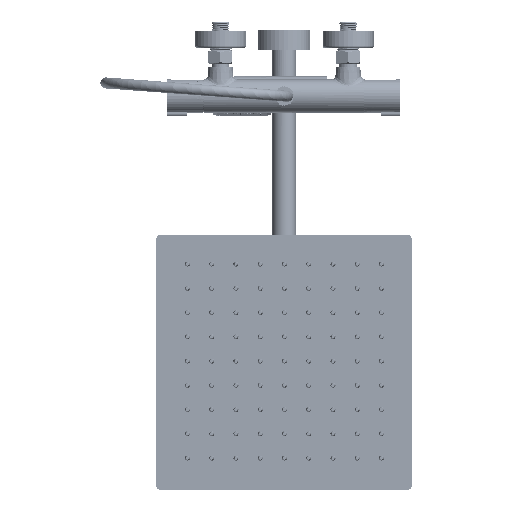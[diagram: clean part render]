
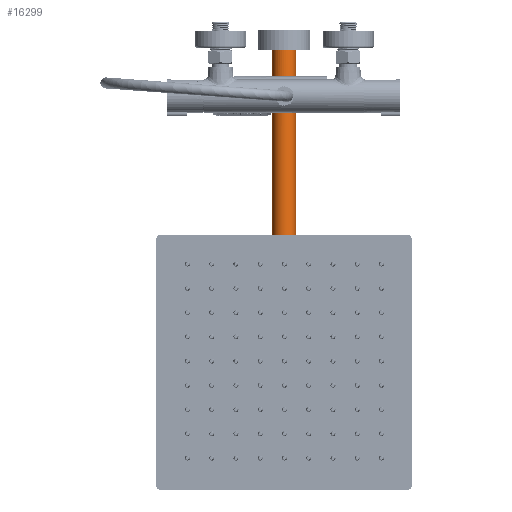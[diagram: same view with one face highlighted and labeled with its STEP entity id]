
A CAD part, front view. The second image highlights one B-rep face of the part: STEP entity #16299.
In plain terms, the highlighted cylindrical face has radius 14 mm (diameter 28 mm), a full revolution.
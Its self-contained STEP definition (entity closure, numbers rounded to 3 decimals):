
#9352=B_SPLINE_CURVE_WITH_KNOTS('',3,(#81101,#81102,#81103,#81104,#81105,
#81106,#81107,#81108,#81109,#81110,#81111,#81112,#81113,#81114,#81115,#81116,
#81117,#81118,#81119,#81120,#81121,#81122,#81123,#81124,#81125,#81126,#81127,
#81128,#81129,#81130,#81131,#81132),.UNSPECIFIED.,.T.,.F.,(2,2,2,2,2,2,2,
2,2,2,2,2,2,2,2,2,2,2),(-0.063,0.,0.125,0.187,
0.25,0.312,0.375,0.437,
0.5,0.562,0.625,0.687,
0.75,0.813,0.875,0.938,1.,1.125),.UNSPECIFIED.);
#9353=B_SPLINE_CURVE_WITH_KNOTS('',3,(#81134,#81135,#81136,#81137,#81138,
#81139,#81140,#81141,#81142,#81143,#81144,#81145,#81146,#81147,#81148,#81149,
#81150,#81151,#81152,#81153,#81154,#81155,#81156,#81157,#81158,#81159,#81160,
#81161),.UNSPECIFIED.,.T.,.F.,(2,2,2,2,2,2,2,2,2,2,2,2,2,2,2,2),(-0.125,
0.,0.125,0.188,0.25,0.313,0.375,0.438,0.5,0.562,
0.625,0.75,0.813,0.875,1.,1.125),.UNSPECIFIED.);
#16299=ADVANCED_FACE('',(#20609,#20610,#20611,#20612),#19733,.T.);
#19733=CYLINDRICAL_SURFACE('',#57232,14.);
#20609=FACE_BOUND('',#21919,.T.);
#20610=FACE_BOUND('',#21920,.T.);
#20611=FACE_BOUND('',#21921,.T.);
#20612=FACE_BOUND('',#21922,.T.);
#21919=EDGE_LOOP('',(#26552));
#21920=EDGE_LOOP('',(#26553));
#21921=EDGE_LOOP('',(#26554));
#21922=EDGE_LOOP('',(#26555));
#26552=ORIENTED_EDGE('',*,*,#47361,.F.);
#26553=ORIENTED_EDGE('',*,*,#47362,.F.);
#26554=ORIENTED_EDGE('',*,*,#47356,.T.);
#26555=ORIENTED_EDGE('',*,*,#47360,.T.);
#42124=VERTEX_POINT('',#81087);
#42128=VERTEX_POINT('',#81099);
#42129=VERTEX_POINT('',#81133);
#42130=VERTEX_POINT('',#81162);
#47356=EDGE_CURVE('',#42124,#42124,#55161,.T.);
#47360=EDGE_CURVE('',#42128,#42128,#55163,.T.);
#47361=EDGE_CURVE('',#42129,#42129,#9352,.T.);
#47362=EDGE_CURVE('',#42130,#42130,#9353,.T.);
#55161=CIRCLE('',#57227,14.);
#55163=CIRCLE('',#57230,14.);
#57227=AXIS2_PLACEMENT_3D('',#81086,#62576,#62577);
#57230=AXIS2_PLACEMENT_3D('',#81098,#62583,#62584);
#57232=AXIS2_PLACEMENT_3D('',#81163,#62587,#62588);
#62576=DIRECTION('',(0.,0.,1.));
#62577=DIRECTION('',(1.,0.,0.));
#62583=DIRECTION('',(0.,0.,-1.));
#62584=DIRECTION('',(-1.,0.,0.));
#62587=DIRECTION('',(0.,0.,-1.));
#62588=DIRECTION('',(-1.,0.,0.));
#81086=CARTESIAN_POINT('',(0.,0.,
-429.));
#81087=CARTESIAN_POINT('',(14.,0.,-429.));
#81098=CARTESIAN_POINT('',(0.,0.,
-24.));
#81099=CARTESIAN_POINT('',(-14.,0.,-24.));
#81101=CARTESIAN_POINT('',(-1.536,-14.,-402.));
#81102=CARTESIAN_POINT('',(3.072,-14.,-402.));
#81103=CARTESIAN_POINT('',(5.909,-12.901,-400.672));
#81104=CARTESIAN_POINT('',(8.788,-10.959,-397.755));
#81105=CARTESIAN_POINT('',(9.562,-10.257,-396.614));
#81106=CARTESIAN_POINT('',(10.663,-9.107,-394.043));
#81107=CARTESIAN_POINT('',(10.997,-8.664,-392.539));
#81108=CARTESIAN_POINT('',(11.003,-8.657,-389.504));
#81109=CARTESIAN_POINT('',(10.683,-9.084,-388.02));
#81110=CARTESIAN_POINT('',(9.581,-10.24,-385.413));
#81111=CARTESIAN_POINT('',(8.825,-10.931,-384.289));
#81112=CARTESIAN_POINT('',(6.89,-12.243,-382.314));
#81113=CARTESIAN_POINT('',(5.756,-12.84,-381.512));
#81114=CARTESIAN_POINT('',(3.067,-13.733,-380.335));
#81115=CARTESIAN_POINT('',(1.559,-13.995,-380.006));
#81116=CARTESIAN_POINT('',(-1.467,-14.005,-379.994));
#81117=CARTESIAN_POINT('',(-2.982,-13.753,-380.31));
#81118=CARTESIAN_POINT('',(-5.687,-12.872,-381.47));
#81119=CARTESIAN_POINT('',(-6.854,-12.263,-382.288));
#81120=CARTESIAN_POINT('',(-8.785,-10.962,-384.24));
#81121=CARTESIAN_POINT('',(-9.562,-10.257,-385.385));
#81122=CARTESIAN_POINT('',(-10.666,-9.104,-387.965));
#81123=CARTESIAN_POINT('',(-10.999,-8.662,-389.466));
#81124=CARTESIAN_POINT('',(-11.001,-8.658,-392.514));
#81125=CARTESIAN_POINT('',(-10.678,-9.09,-393.997));
#81126=CARTESIAN_POINT('',(-9.574,-10.246,-396.599));
#81127=CARTESIAN_POINT('',(-8.812,-10.942,-397.728));
#81128=CARTESIAN_POINT('',(-6.876,-12.251,-399.696));
#81129=CARTESIAN_POINT('',(-5.735,-12.85,-400.501));
#81130=CARTESIAN_POINT('',(-3.046,-13.738,-401.671));
#81131=CARTESIAN_POINT('',(-1.536,-14.,-402.));
#81132=CARTESIAN_POINT('',(3.072,-14.,-402.));
#81133=CARTESIAN_POINT('',(0.,-14.,-402.));
#81134=CARTESIAN_POINT('',(-2.603,-14.,-87.5));
#81135=CARTESIAN_POINT('',(2.603,-14.,-87.5));
#81136=CARTESIAN_POINT('',(5.043,-13.202,-86.401));
#81137=CARTESIAN_POINT('',(7.581,-11.809,-83.85));
#81138=CARTESIAN_POINT('',(8.262,-11.319,-82.847));
#81139=CARTESIAN_POINT('',(9.222,-10.551,-80.59));
#81140=CARTESIAN_POINT('',(9.498,-10.285,-79.305));
#81141=CARTESIAN_POINT('',(9.502,-10.282,-76.726));
#81142=CARTESIAN_POINT('',(9.235,-10.54,-75.452));
#81143=CARTESIAN_POINT('',(8.276,-11.308,-73.175));
#81144=CARTESIAN_POINT('',(7.603,-11.796,-72.177));
#81145=CARTESIAN_POINT('',(5.904,-12.731,-70.46));
#81146=CARTESIAN_POINT('',(4.906,-13.167,-69.768));
#81147=CARTESIAN_POINT('',(2.59,-13.811,-68.773));
#81148=CARTESIAN_POINT('',(1.308,-13.998,-68.503));
#81149=CARTESIAN_POINT('',(-1.26,-14.002,-68.497));
#81150=CARTESIAN_POINT('',(-2.548,-13.818,-68.763));
#81151=CARTESIAN_POINT('',(-4.857,-13.185,-69.74));
#81152=CARTESIAN_POINT('',(-5.881,-12.742,-70.443));
#81153=CARTESIAN_POINT('',(-8.433,-11.342,-73.006));
#81154=CARTESIAN_POINT('',(-9.497,-10.286,-75.402));
#81155=CARTESIAN_POINT('',(-9.501,-10.282,-79.284));
#81156=CARTESIAN_POINT('',(-9.228,-10.546,-80.571));
#81157=CARTESIAN_POINT('',(-8.271,-11.313,-82.833));
#81158=CARTESIAN_POINT('',(-7.585,-11.807,-83.845));
#81159=CARTESIAN_POINT('',(-5.049,-13.199,-86.397));
#81160=CARTESIAN_POINT('',(-2.603,-14.,-87.5));
#81161=CARTESIAN_POINT('',(2.603,-14.,-87.5));
#81162=CARTESIAN_POINT('',(0.,-14.,-87.5));
#81163=CARTESIAN_POINT('',(0.,0.,
-24.));
